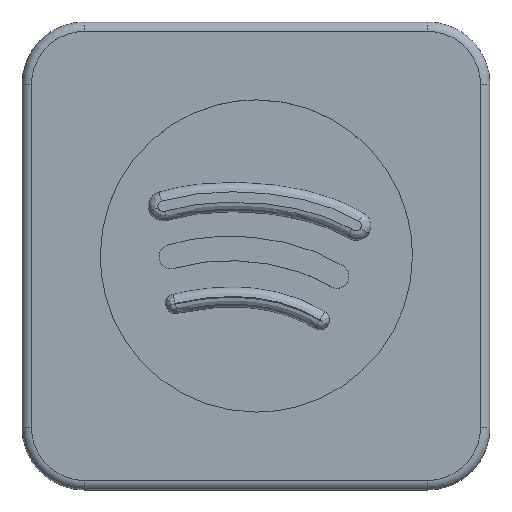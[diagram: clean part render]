
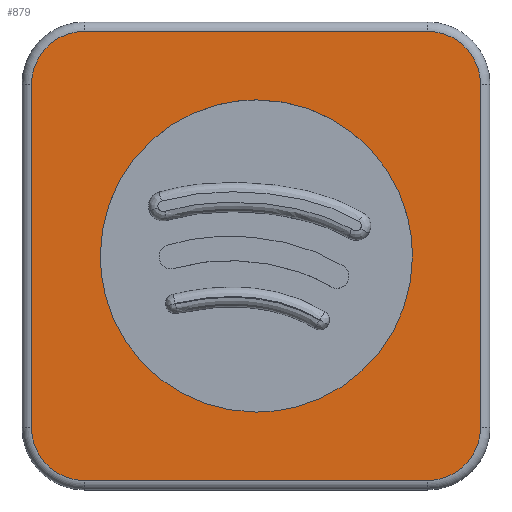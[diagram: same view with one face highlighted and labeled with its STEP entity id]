
A CAD part, top view. The second image highlights one B-rep face of the part: STEP entity #879.
In plain terms, the highlighted planar face has unit normal (0, 0, 1).
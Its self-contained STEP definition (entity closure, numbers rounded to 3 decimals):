
#15=FACE_BOUND('',#273,.T.);
#36=PLANE('',#961);
#48=(
BOUNDED_CURVE()
B_SPLINE_CURVE(3,(#2553,#2554,#2555,#2556),.UNSPECIFIED.,.F.,.F.)
B_SPLINE_CURVE_WITH_KNOTS((4,4),(-1.,0.),.UNSPECIFIED.)
CURVE()
GEOMETRIC_REPRESENTATION_ITEM()
RATIONAL_B_SPLINE_CURVE((1.,1.,1.,1.))
REPRESENTATION_ITEM('')
);
#49=(
BOUNDED_CURVE()
B_SPLINE_CURVE(3,(#2558,#2559,#2560,#2561),.UNSPECIFIED.,.F.,.F.)
B_SPLINE_CURVE_WITH_KNOTS((4,4),(-1.,0.),.UNSPECIFIED.)
CURVE()
GEOMETRIC_REPRESENTATION_ITEM()
RATIONAL_B_SPLINE_CURVE((1.,1.,1.,1.))
REPRESENTATION_ITEM('')
);
#50=(
BOUNDED_CURVE()
B_SPLINE_CURVE(3,(#2563,#2564,#2565,#2566),.UNSPECIFIED.,.F.,.F.)
B_SPLINE_CURVE_WITH_KNOTS((4,4),(-1.,0.),.UNSPECIFIED.)
CURVE()
GEOMETRIC_REPRESENTATION_ITEM()
RATIONAL_B_SPLINE_CURVE((1.,1.,1.,1.))
REPRESENTATION_ITEM('')
);
#51=(
BOUNDED_CURVE()
B_SPLINE_CURVE(3,(#2567,#2568,#2569,#2570),.UNSPECIFIED.,.F.,.F.)
B_SPLINE_CURVE_WITH_KNOTS((4,4),(-1.,0.),.UNSPECIFIED.)
CURVE()
GEOMETRIC_REPRESENTATION_ITEM()
RATIONAL_B_SPLINE_CURVE((1.,1.,1.,1.))
REPRESENTATION_ITEM('')
);
#83=LINE('',#2489,#126);
#86=LINE('',#2504,#129);
#88=LINE('',#2516,#131);
#90=LINE('',#2528,#133);
#126=VECTOR('',#1014,10.);
#129=VECTOR('',#1031,10.);
#131=VECTOR('',#1045,10.);
#133=VECTOR('',#1059,10.);
#215=FACE_OUTER_BOUND('',#272,.T.);
#272=EDGE_LOOP('',(#706,#707,#708,#709,#710,#711,#712,#713));
#273=EDGE_LOOP('',(#714,#715,#716,#717));
#341=CIRCLE('',#937,1.7);
#345=CIRCLE('',#943,1.7);
#349=CIRCLE('',#949,1.7);
#352=CIRCLE('',#954,1.7);
#391=VERTEX_POINT('',#2486);
#392=VERTEX_POINT('',#2488);
#394=VERTEX_POINT('',#2494);
#396=VERTEX_POINT('',#2500);
#398=VERTEX_POINT('',#2506);
#400=VERTEX_POINT('',#2512);
#402=VERTEX_POINT('',#2518);
#404=VERTEX_POINT('',#2524);
#411=VERTEX_POINT('',#2551);
#412=VERTEX_POINT('',#2552);
#413=VERTEX_POINT('',#2557);
#414=VERTEX_POINT('',#2562);
#491=EDGE_CURVE('',#391,#392,#83,.T.);
#496=EDGE_CURVE('',#392,#394,#341,.T.);
#499=EDGE_CURVE('',#394,#396,#86,.T.);
#502=EDGE_CURVE('',#396,#398,#345,.T.);
#505=EDGE_CURVE('',#398,#400,#88,.T.);
#508=EDGE_CURVE('',#400,#402,#349,.T.);
#511=EDGE_CURVE('',#402,#404,#90,.T.);
#513=EDGE_CURVE('',#404,#391,#352,.T.);
#523=EDGE_CURVE('',#411,#412,#48,.T.);
#524=EDGE_CURVE('',#412,#413,#49,.T.);
#525=EDGE_CURVE('',#413,#414,#50,.T.);
#526=EDGE_CURVE('',#414,#411,#51,.T.);
#706=ORIENTED_EDGE('',*,*,#491,.F.);
#707=ORIENTED_EDGE('',*,*,#513,.F.);
#708=ORIENTED_EDGE('',*,*,#511,.F.);
#709=ORIENTED_EDGE('',*,*,#508,.F.);
#710=ORIENTED_EDGE('',*,*,#505,.F.);
#711=ORIENTED_EDGE('',*,*,#502,.F.);
#712=ORIENTED_EDGE('',*,*,#499,.F.);
#713=ORIENTED_EDGE('',*,*,#496,.F.);
#714=ORIENTED_EDGE('',*,*,#523,.T.);
#715=ORIENTED_EDGE('',*,*,#524,.T.);
#716=ORIENTED_EDGE('',*,*,#525,.T.);
#717=ORIENTED_EDGE('',*,*,#526,.T.);
#879=ADVANCED_FACE('',(#215,#15),#36,.T.);
#937=AXIS2_PLACEMENT_3D('',#2498,#1024,#1025);
#943=AXIS2_PLACEMENT_3D('',#2510,#1038,#1039);
#949=AXIS2_PLACEMENT_3D('',#2522,#1052,#1053);
#954=AXIS2_PLACEMENT_3D('',#2531,#1064,#1065);
#961=AXIS2_PLACEMENT_3D('',#2550,#1085,#1086);
#1014=DIRECTION('',(1.,0.,0.));
#1024=DIRECTION('center_axis',(0.,0.,-1.));
#1025=DIRECTION('ref_axis',(0.707,0.707,0.));
#1031=DIRECTION('',(0.,-1.,0.));
#1038=DIRECTION('center_axis',(0.,0.,-1.));
#1039=DIRECTION('ref_axis',(0.707,-0.707,0.));
#1045=DIRECTION('',(-1.,0.,0.));
#1052=DIRECTION('center_axis',(0.,0.,-1.));
#1053=DIRECTION('ref_axis',(-0.707,-0.707,0.));
#1059=DIRECTION('',(0.,1.,0.));
#1064=DIRECTION('center_axis',(0.,0.,-1.));
#1065=DIRECTION('ref_axis',(-0.707,0.707,0.));
#1085=DIRECTION('center_axis',(0.,0.,1.));
#1086=DIRECTION('ref_axis',(1.,0.,0.));
#2486=CARTESIAN_POINT('',(-5.5,7.2,0.));
#2488=CARTESIAN_POINT('',(5.5,7.2,0.));
#2489=CARTESIAN_POINT('',(-3.75,7.2,0.));
#2494=CARTESIAN_POINT('',(7.2,5.5,0.));
#2498=CARTESIAN_POINT('Origin',(5.5,5.5,0.));
#2500=CARTESIAN_POINT('',(7.2,-5.5,0.));
#2504=CARTESIAN_POINT('',(7.2,3.75,0.));
#2506=CARTESIAN_POINT('',(5.5,-7.2,0.));
#2510=CARTESIAN_POINT('Origin',(5.5,-5.5,0.));
#2512=CARTESIAN_POINT('',(-5.5,-7.2,0.));
#2516=CARTESIAN_POINT('',(3.75,-7.2,0.));
#2518=CARTESIAN_POINT('',(-7.2,-5.5,0.));
#2522=CARTESIAN_POINT('Origin',(-5.5,-5.5,0.));
#2524=CARTESIAN_POINT('',(-7.2,5.5,0.));
#2528=CARTESIAN_POINT('',(-7.2,-3.75,0.));
#2531=CARTESIAN_POINT('Origin',(-5.5,5.5,0.));
#2550=CARTESIAN_POINT('Origin',(0.,0.,0.));
#2551=CARTESIAN_POINT('',(0.012,5.004,0.));
#2552=CARTESIAN_POINT('',(5.017,-0.001,0.));
#2553=CARTESIAN_POINT('Ctrl Pts',(0.012,5.004,0.));
#2554=CARTESIAN_POINT('Ctrl Pts',(2.777,5.004,0.));
#2555=CARTESIAN_POINT('Ctrl Pts',(5.017,2.763,0.));
#2556=CARTESIAN_POINT('Ctrl Pts',(5.017,-0.001,
0.));
#2557=CARTESIAN_POINT('',(0.012,-5.005,0.));
#2558=CARTESIAN_POINT('Ctrl Pts',(5.017,-0.001,
0.));
#2559=CARTESIAN_POINT('Ctrl Pts',(5.017,-2.765,0.));
#2560=CARTESIAN_POINT('Ctrl Pts',(2.777,-5.005,0.));
#2561=CARTESIAN_POINT('Ctrl Pts',(0.012,-5.005,
0.));
#2562=CARTESIAN_POINT('',(-4.992,-0.001,0.));
#2563=CARTESIAN_POINT('Ctrl Pts',(0.012,-5.005,
0.));
#2564=CARTESIAN_POINT('Ctrl Pts',(-2.751,-5.005,0.));
#2565=CARTESIAN_POINT('Ctrl Pts',(-4.992,-2.765,0.));
#2566=CARTESIAN_POINT('Ctrl Pts',(-4.992,-0.001,
0.));
#2567=CARTESIAN_POINT('Ctrl Pts',(-4.992,-0.001,
0.));
#2568=CARTESIAN_POINT('Ctrl Pts',(-4.992,2.763,0.));
#2569=CARTESIAN_POINT('Ctrl Pts',(-2.751,5.004,0.));
#2570=CARTESIAN_POINT('Ctrl Pts',(0.012,5.004,0.));
